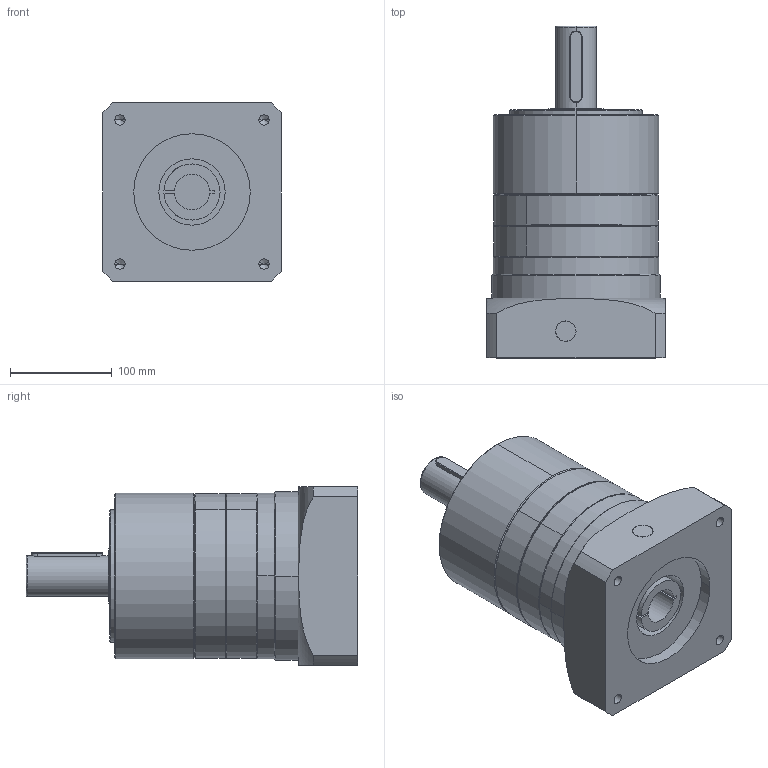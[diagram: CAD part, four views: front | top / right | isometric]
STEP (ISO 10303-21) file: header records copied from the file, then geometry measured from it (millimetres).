
FILE_DESCRIPTION (( 'STEP AP203' ), '1' );
FILE_NAME ('P2E160-L2-175-3.step', '2021-03-14T08:17:28', ( '' ), ( '' ), 'SwSTEP 2.0', 'SolidWorks 2016', '' );
FILE_SCHEMA (( 'CONFIG_CONTROL_DESIGN' ));
Length unit declared in the file: millimetre
Products named in the file (7): 螺塞盖; 160ヶ儂裔E; P2E160-L2-175-3; 160怀堤粣; 160笢潔撰-L2; 160输入级AQA175-345; 160坶踡輸AQA175-34
Assembly tree (6 placements, depth 2):
  P2E160-L2-175-3
    160怀堤粣
    160笢潔撰-L2
    160输入级AQA175-345
    160坶踡輸AQA175-34
    螺塞盖
    160ヶ儂裔E
Bounding box: 175 x 325.5 x 175 mm (x, y, z)
Volume: 5413514 mm3; surface area: 324408.8 mm2
Topology: 6 solids, 6 shells, 151 faces, 333 edges, 195 vertices
Faces by surface type: cylinder 63, cone 37, plane 37, torus 14
Entity records: 5270 total; most frequent: CARTESIAN_POINT 1199, DIRECTION 777, ORIENTED_EDGE 630, AXIS2_PLACEMENT_3D 321, EDGE_CURVE 315, VERTEX_POINT 195, EDGE_LOOP 174, CIRCLE 161
